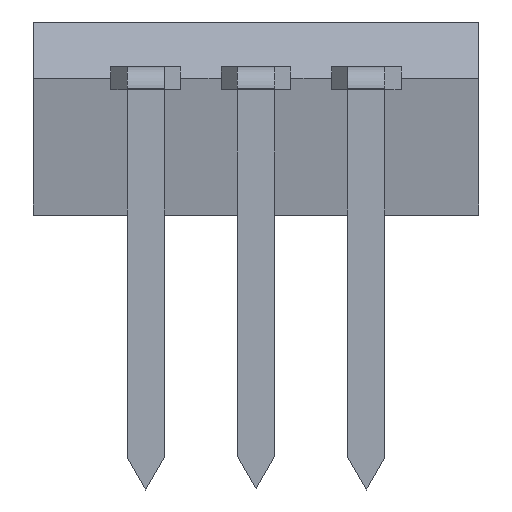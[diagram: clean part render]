
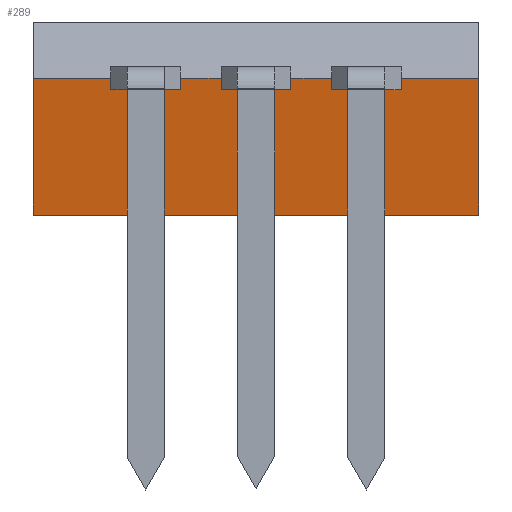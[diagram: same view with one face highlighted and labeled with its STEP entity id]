
A CAD part, front view. The second image highlights one B-rep face of the part: STEP entity #289.
In plain terms, the highlighted planar face has unit normal (0, -0.988, -0.157).
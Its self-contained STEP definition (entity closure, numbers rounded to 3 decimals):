
#22=VERTEX_POINT('',#23);
#23=CARTESIAN_POINT('',(-2.585,3.985,3.15));
#52=VERTEX_POINT('',#53);
#53=CARTESIAN_POINT('',(-2.585,4.485,0.));
#59=EDGE_CURVE('',#52,#22,#60,.T.);
#60=LINE('',#61,#62);
#61=CARTESIAN_POINT('',(-2.585,4.485,0.));
#62=VECTOR('',#63,1.);
#63=DIRECTION('',(0.,-0.157,0.988)  );
#73=EDGE_CURVE('',#22,#74,#76,.T.);
#74=VERTEX_POINT('',#75);
#75=CARTESIAN_POINT('',(-0.8,3.985,3.15));
#76=LINE('',#23,#77);
#77=VECTOR('',#78,1.);
#78=DIRECTION('',(1.,0.,0.));
#97=VERTEX_POINT('',#98);
#98=CARTESIAN_POINT('',(0.8,3.985,3.15));
#104=EDGE_CURVE('',#97,#105,#76,.T.);
#105=VERTEX_POINT('',#106);
#106=CARTESIAN_POINT('',(1.74,3.985,3.15));
#123=VERTEX_POINT('',#124);
#124=CARTESIAN_POINT('',(3.34,3.985,3.15));
#128=EDGE_CURVE('',#123,#129,#76,.T.);
#129=VERTEX_POINT('',#130);
#130=CARTESIAN_POINT('',(4.28,3.985,3.15));
#147=VERTEX_POINT('',#148);
#148=CARTESIAN_POINT('',(5.88,3.985,3.15));
#152=EDGE_CURVE('',#147,#153,#76,.T.);
#153=VERTEX_POINT('',#154);
#154=CARTESIAN_POINT('',(7.665,3.985,3.15));
#277=VERTEX_POINT('',#278);
#278=CARTESIAN_POINT('',(7.665,4.485,0.));
#282=EDGE_CURVE('',#52,#277,#283,.T.);
#283=LINE('',#284,#77);
#284=CARTESIAN_POINT('',(-2.585,4.485,0.));
#289=ADVANCED_FACE('',(#290),#360,.T.);
#290=FACE_BOUND('',#291,.T.);
#291=EDGE_LOOP('',(#292,#293,#294,#298,#299,#307,#315,#321,#322,#328,    #336,#340,#341,#347,#355,#359));
#292=ORIENTED_EDGE('',*,*,#59,.F.);
#293=ORIENTED_EDGE('',*,*,#282,.T.);
#294=ORIENTED_EDGE('',*,*,#295,.T.);
#295=EDGE_CURVE('',#277,#153,#296,.T.);
#296=LINE('',#297,#62);
#297=CARTESIAN_POINT('',(7.665,4.485,0.));
#298=ORIENTED_EDGE('',*,*,#152,.F.);
#299=ORIENTED_EDGE('',*,*,#300,.T.);
#300=EDGE_CURVE('',#147,#301,#303,.T.);
#301=VERTEX_POINT('',#302);
#302=CARTESIAN_POINT('',(5.88,4.027,2.888));
#303=LINE('',#304,#305);
#304=CARTESIAN_POINT('',(5.88,4.224,1.645));
#305=VECTOR('',#306,1.);
#306=DIRECTION('',(0.,0.157,-0.988));
#307=ORIENTED_EDGE('',*,*,#308,.F.);
#308=EDGE_CURVE('',#309,#301,#311,.T.);
#309=VERTEX_POINT('',#310);
#310=CARTESIAN_POINT('',(4.28,4.027,2.888));
#311=LINE('',#312,#313);
#312=CARTESIAN_POINT('',(1.248,4.027,2.888));
#313=VECTOR('',#314,1.);
#314=DIRECTION('',(1.,0.,0.));
#315=ORIENTED_EDGE('',*,*,#316,.T.);
#316=EDGE_CURVE('',#309,#129,#317,.T.);
#317=LINE('',#318,#319);
#318=CARTESIAN_POINT('',(4.28,4.174,1.962));
#319=VECTOR('',#320,1.);
#320=DIRECTION('',(0.,-0.157,0.988));
#321=ORIENTED_EDGE('',*,*,#128,.F.);
#322=ORIENTED_EDGE('',*,*,#323,.T.);
#323=EDGE_CURVE('',#123,#324,#326,.T.);
#324=VERTEX_POINT('',#325);
#325=CARTESIAN_POINT('',(3.34,4.027,2.888));
#326=LINE('',#327,#305);
#327=CARTESIAN_POINT('',(3.34,4.224,1.645));
#328=ORIENTED_EDGE('',*,*,#329,.F.);
#329=EDGE_CURVE('',#330,#324,#332,.T.);
#330=VERTEX_POINT('',#331);
#331=CARTESIAN_POINT('',(1.74,4.027,2.888));
#332=LINE('',#333,#334);
#333=CARTESIAN_POINT('',(0.191,4.027,2.888));
#334=VECTOR('',#335,1.);
#335=DIRECTION('',(1.,0.,0.));
#336=ORIENTED_EDGE('',*,*,#337,.T.);
#337=EDGE_CURVE('',#330,#105,#338,.T.);
#338=LINE('',#339,#319);
#339=CARTESIAN_POINT('',(1.74,4.174,1.962));
#340=ORIENTED_EDGE('',*,*,#104,.F.);
#341=ORIENTED_EDGE('',*,*,#342,.T.);
#342=EDGE_CURVE('',#97,#343,#345,.T.);
#343=VERTEX_POINT('',#344);
#344=CARTESIAN_POINT('',(0.8,4.027,2.888));
#345=LINE('',#346,#305);
#346=CARTESIAN_POINT('',(0.8,4.224,1.645));
#347=ORIENTED_EDGE('',*,*,#348,.F.);
#348=EDGE_CURVE('',#349,#343,#351,.T.);
#349=VERTEX_POINT('',#350);
#350=CARTESIAN_POINT('',(-0.8,4.027,2.888));
#351=LINE('',#352,#353);
#352=CARTESIAN_POINT('',(-1.293,4.027,2.888));
#353=VECTOR('',#354,1.);
#354=DIRECTION('',(1.,0.,0.));
#355=ORIENTED_EDGE('',*,*,#356,.T.);
#356=EDGE_CURVE('',#349,#74,#357,.T.);
#357=LINE('',#358,#319);
#358=CARTESIAN_POINT('',(-0.8,4.174,1.962));
#359=ORIENTED_EDGE('',*,*,#73,.F.);
#360=PLANE('',#361);
#361=AXIS2_PLACEMENT_3D('',#362,#363,#63);
#362=CARTESIAN_POINT('',(-2.585,4.485,0.));
#363=DIRECTION('',(0.,-0.988,-0.157    ));
